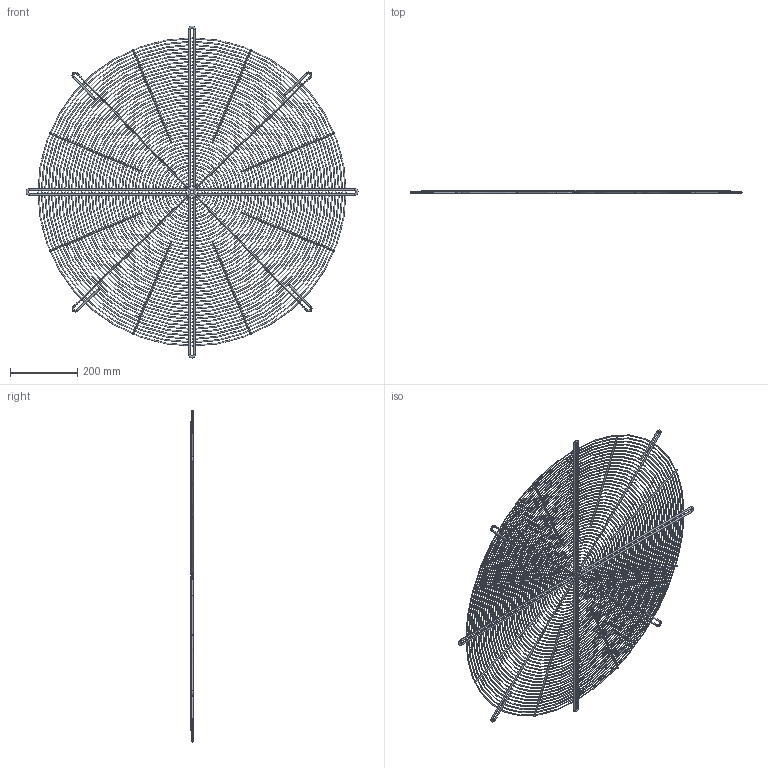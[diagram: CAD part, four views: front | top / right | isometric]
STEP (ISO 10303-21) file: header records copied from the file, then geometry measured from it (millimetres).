
FILE_DESCRIPTION (( 'STEP AP203' ), '1' );
FILE_NAME ('5RE9093_CCr 90.STEP', '2022-02-18T10:31:43', ( '' ), ( '' ), 'SwSTEP 2.0', 'SolidWorks 2018', '' );
FILE_SCHEMA (( 'CONFIG_CONTROL_DESIGN' ));
Length unit declared in the file: mil
Products named in the file (1): 5RE9093_CCr 90
Bounding box: 990.6 x 8.49 x 990.6 mm (x, y, z)
Volume: 576546.4 mm3; surface area: 716322.2 mm2
Topology: 61 solids, 61 shells, 276 faces, 532 edges, 280 vertices
Faces by surface type: torus 196, cylinder 32, plane 24, bspline 24
Entity records: 7999 total; most frequent: CARTESIAN_POINT 2101, DIRECTION 1458, ORIENTED_EDGE 1064, AXIS2_PLACEMENT_3D 709, EDGE_CURVE 532, CIRCLE 456, VERTEX_POINT 280, ADVANCED_FACE 276
